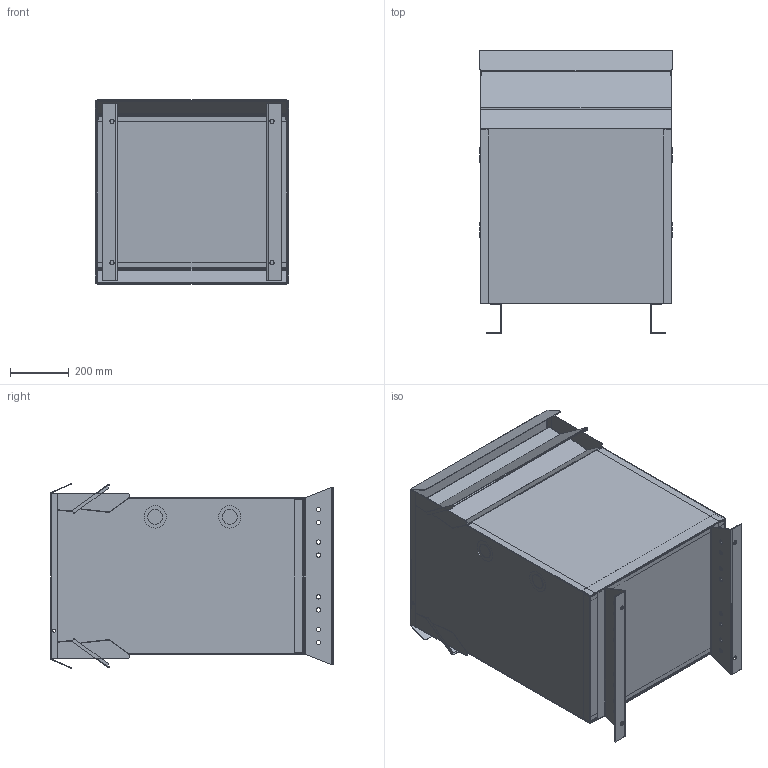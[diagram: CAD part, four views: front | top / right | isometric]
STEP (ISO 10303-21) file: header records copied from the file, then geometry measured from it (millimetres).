
FILE_DESCRIPTION (( 'STEP AP203' ), '1' );
FILE_NAME ('DM093JJ.step', '2022-02-01T19:20:06', ( '' ), ( '' ), 'SwSTEP 2.0', 'SolidWorks 2021', '' );
FILE_SCHEMA (( 'CONFIG_CONTROL_DESIGN' ));
Length unit declared in the file: inch
Products named in the file (1): DM093JJ
Bounding box: 660.4 x 965.2 x 629.24 mm (x, y, z)
Volume: 5956005.8 mm3; surface area: 7030358.5 mm2
Topology: 10 solids, 10 shells, 299 faces, 785 edges, 518 vertices
Faces by surface type: plane 172, cylinder 127
Entity records: 9390 total; most frequent: CARTESIAN_POINT 1651, DIRECTION 1611, ORIENTED_EDGE 1570, EDGE_CURVE 785, AXIS2_PLACEMENT_3D 542, VECTOR 527, LINE 527, VERTEX_POINT 518
